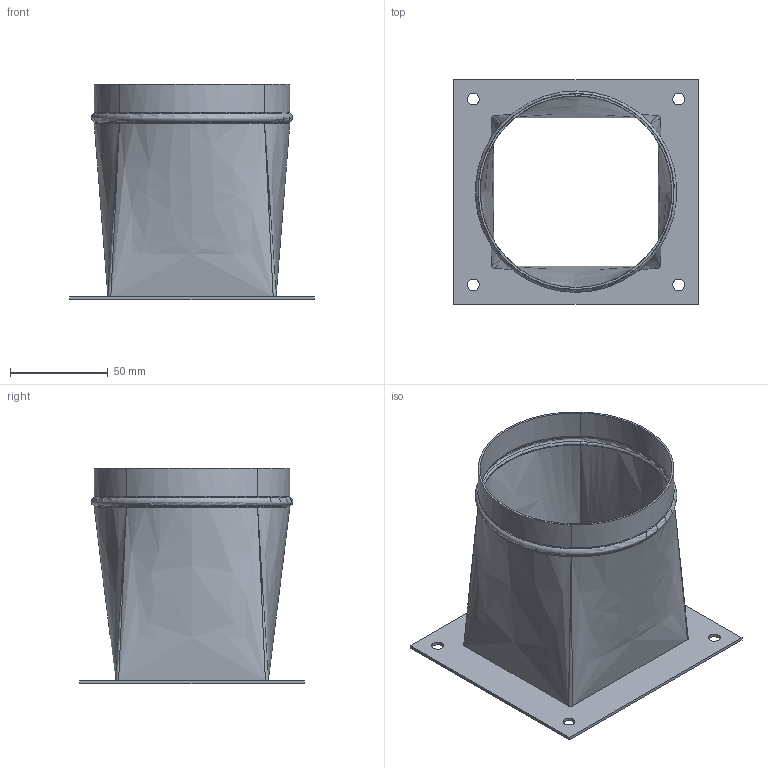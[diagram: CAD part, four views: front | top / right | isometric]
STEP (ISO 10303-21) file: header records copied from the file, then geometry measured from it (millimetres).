
FILE_DESCRIPTION (( 'STEP AP203' ), '1' );
FILE_NAME ('5RD1100-SQUARE-TO-ROUND OUTLET-DIC100.STEP', '2022-02-28T13:58:57', ( '' ), ( '' ), 'SwSTEP 2.0', 'SolidWorks 2018', '' );
FILE_SCHEMA (( 'CONFIG_CONTROL_DESIGN' ));
Length unit declared in the file: millimetre
Products named in the file (1): 5RD1100-SQUARE-TO-ROUND OUTLET-DIC100
Bounding box: 125 x 115 x 110 mm (x, y, z)
Volume: 46042.4 mm3; surface area: 86151.2 mm2
Topology: 2 solids, 2 shells, 113 faces, 286 edges, 144 vertices
Faces by surface type: bspline 96, plane 11, cylinder 4, torus 2
Full cylindrical faces by diameter (mm): 6 x4
Entity records: 9537 total; most frequent: CARTESIAN_POINT 7618, ORIENTED_EDGE 496, EDGE_CURVE 248, DIRECTION 172, B_SPLINE_CURVE_WITH_KNOTS 160, VERTEX_POINT 144, EDGE_LOOP 130, FACE_OUTER_BOUND 119
